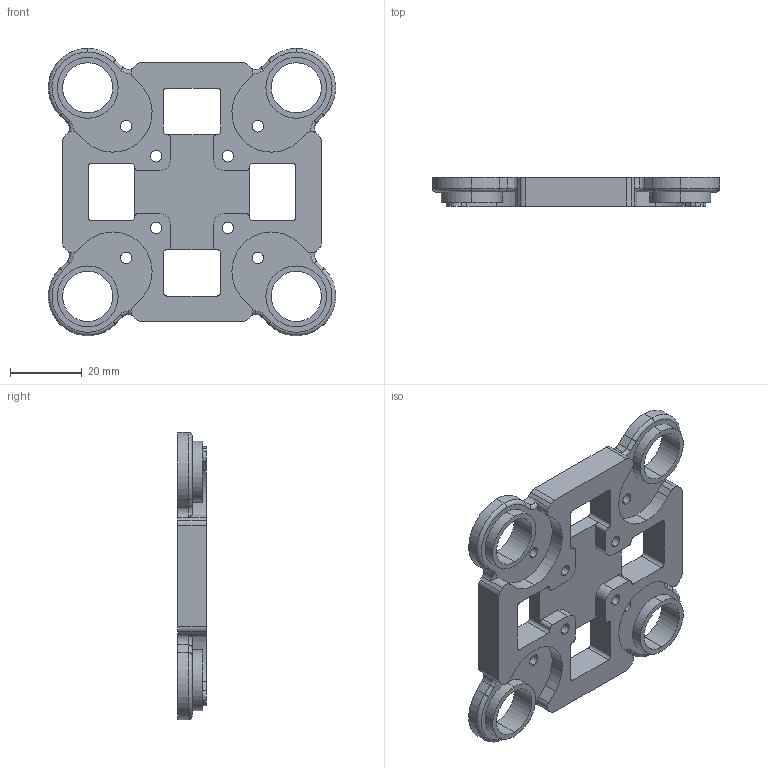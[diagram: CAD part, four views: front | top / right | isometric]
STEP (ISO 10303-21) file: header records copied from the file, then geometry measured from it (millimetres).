
FILE_DESCRIPTION (( 'STEP AP214' ), '1' );
FILE_NAME ('SLS_lower_body.STEP', '2023-11-05T20:27:13', ( '' ), ( '' ), 'SwSTEP 2.0', 'SolidWorks 2023', '' );
FILE_SCHEMA (( 'AUTOMOTIVE_DESIGN' ));
Length unit declared in the file: millimetre
Products named in the file (1): SLS_lower_body
Bounding box: 80.25 x 8 x 80.24 mm (x, y, z)
Volume: 23612.1 mm3; surface area: 14838.5 mm2
Topology: 1 solids, 1 shells, 187 faces, 517 edges, 333 vertices
Faces by surface type: cylinder 108, plane 63, torus 16
Entity records: 6175 total; most frequent: CARTESIAN_POINT 1120, DIRECTION 1118, ORIENTED_EDGE 1034, EDGE_CURVE 517, AXIS2_PLACEMENT_3D 423, VERTEX_POINT 333, VECTOR 272, LINE 272
